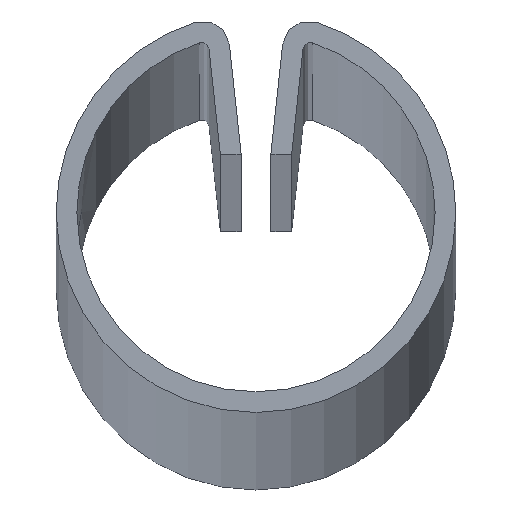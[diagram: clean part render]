
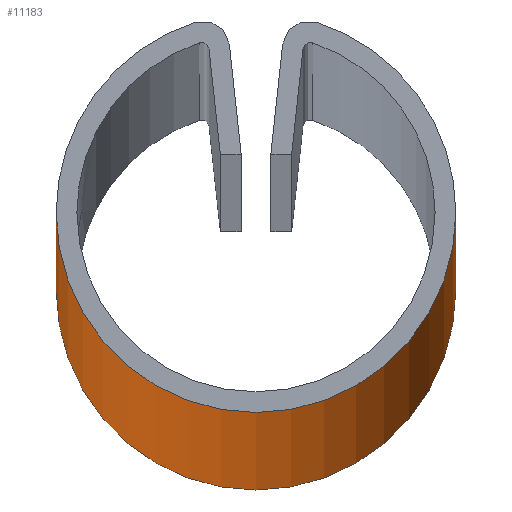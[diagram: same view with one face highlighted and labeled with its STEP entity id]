
A CAD part, top view. The second image highlights one B-rep face of the part: STEP entity #11183.
In plain terms, the highlighted cylindrical face has radius 13.5 mm (diameter 27 mm), a partial arc.
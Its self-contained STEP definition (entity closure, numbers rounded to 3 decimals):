
#138 = CARTESIAN_POINT ( 'NONE',  ( 13.5, 0., -1500. ) ) ;
#863 = EDGE_CURVE ( 'NONE', #3018, #1499, #10461, .T. ) ;
#970 = DIRECTION ( 'NONE',  ( 0., 0., 1. ) ) ;
#1065 = CYLINDRICAL_SURFACE ( 'NONE', #2173, 13.5 ) ;
#1499 = VERTEX_POINT ( 'NONE', #11517 ) ;
#2173 = AXIS2_PLACEMENT_3D ( 'NONE', #6760, #970, #7731 ) ;
#2293 = CARTESIAN_POINT ( 'NONE',  ( 0., 0., 1500. ) ) ;
#3018 = VERTEX_POINT ( 'NONE', #5326 ) ;
#3269 = EDGE_CURVE ( 'NONE', #1499, #4821, #5569, .T. ) ;
#3576 = DIRECTION ( 'NONE',  ( 1., 0., 0. ) ) ;
#3596 = LINE ( 'NONE', #4501, #5549 ) ;
#4170 = CARTESIAN_POINT ( 'NONE',  ( -13.5, 0., 1500. ) ) ;
#4279 = DIRECTION ( 'NONE',  ( 1., 0., 0. ) ) ;
#4501 = CARTESIAN_POINT ( 'NONE',  ( -13.5, 0., -1500. ) ) ;
#4802 = VERTEX_POINT ( 'NONE', #4170 ) ;
#4821 = VERTEX_POINT ( 'NONE', #8872 ) ;
#5113 = AXIS2_PLACEMENT_3D ( 'NONE', #10319, #10364, #3576 ) ;
#5187 = DIRECTION ( 'NONE',  ( 0., 0., 1. ) ) ;
#5326 = CARTESIAN_POINT ( 'NONE',  ( -13.5, 0., -1500. ) ) ;
#5549 = VECTOR ( 'NONE', #11223, 1000. ) ;
#5569 = LINE ( 'NONE', #138, #10954 ) ;
#5653 = ORIENTED_EDGE ( 'NONE', *, *, #9097, .F. ) ;
#6760 = CARTESIAN_POINT ( 'NONE',  ( 0., 0., -1500. ) ) ;
#7138 = EDGE_CURVE ( 'NONE', #3018, #4802, #3596, .T. ) ;
#7226 = ORIENTED_EDGE ( 'NONE', *, *, #7138, .F. ) ;
#7543 = DIRECTION ( 'NONE',  ( 0., 0., 1. ) ) ;
#7731 = DIRECTION ( 'NONE',  ( 1., 0., 0. ) ) ;
#7873 = ORIENTED_EDGE ( 'NONE', *, *, #3269, .T. ) ;
#8872 = CARTESIAN_POINT ( 'NONE',  ( 13.5, 0., 1500. ) ) ;
#9010 = AXIS2_PLACEMENT_3D ( 'NONE', #2293, #5187, #4279 ) ;
#9097 = EDGE_CURVE ( 'NONE', #4802, #4821, #9997, .T. ) ;
#9198 = EDGE_LOOP ( 'NONE', ( #7226, #9527, #7873, #5653 ) ) ;
#9527 = ORIENTED_EDGE ( 'NONE', *, *, #863, .T. ) ;
#9794 = FACE_OUTER_BOUND ( 'NONE', #9198, .T. ) ;
#9997 = CIRCLE ( 'NONE', #9010, 13.5 ) ;
#10319 = CARTESIAN_POINT ( 'NONE',  ( 0., 0., -1500. ) ) ;
#10364 = DIRECTION ( 'NONE',  ( 0., 0., 1. ) ) ;
#10461 = CIRCLE ( 'NONE', #5113, 13.5 ) ;
#10954 = VECTOR ( 'NONE', #7543, 1000. ) ;
#11183 = ADVANCED_FACE ( 'NONE', ( #9794 ), #1065, .T. ) ;
#11223 = DIRECTION ( 'NONE',  ( 0., 0., 1. ) ) ;
#11517 = CARTESIAN_POINT ( 'NONE',  ( 13.5, 0., -1500. ) ) ;
